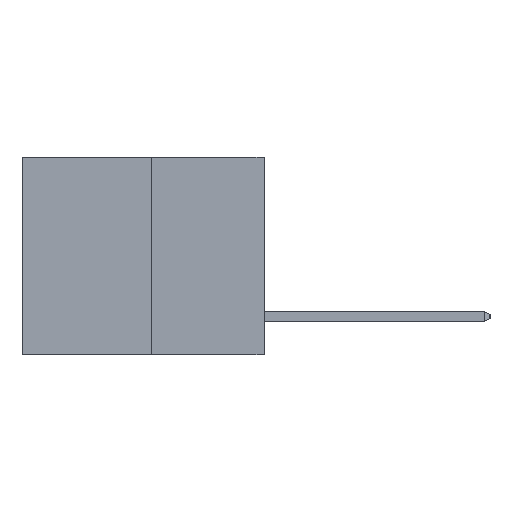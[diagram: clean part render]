
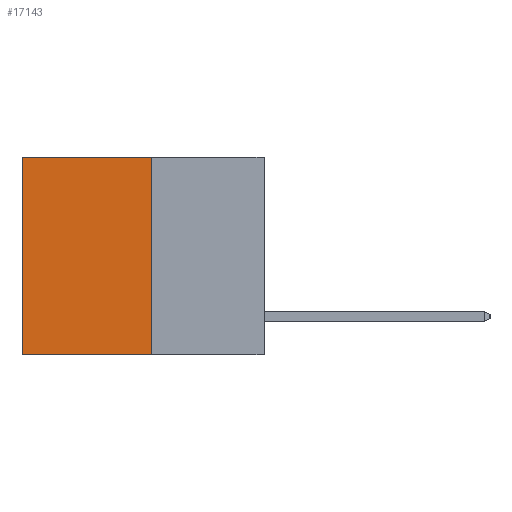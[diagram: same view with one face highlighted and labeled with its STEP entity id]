
A CAD part, left-side view. The second image highlights one B-rep face of the part: STEP entity #17143.
In plain terms, the highlighted planar face has unit normal (-1, 0, 0).
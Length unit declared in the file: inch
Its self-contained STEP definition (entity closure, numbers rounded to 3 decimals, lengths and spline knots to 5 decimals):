
#713 = DIRECTION ( 'NONE',  ( 0., 0., -1. ) ) ;
#1126 = CARTESIAN_POINT ( 'NONE',  ( 0.3165, 0.28, -0.49 ) ) ;
#1617 = EDGE_CURVE ( 'NONE', #15945, #11274, #15265, .T. ) ;
#1681 = LINE ( 'NONE', #21793, #2468 ) ;
#2119 = ORIENTED_EDGE ( 'NONE', *, *, #15110, .T. ) ;
#2468 = VECTOR ( 'NONE', #3129, 39.37008 ) ;
#3129 = DIRECTION ( 'NONE',  ( 0., 1., 0. ) ) ;
#3678 = CARTESIAN_POINT ( 'NONE',  ( 0.3165, 0.6, -0.49 ) ) ;
#4325 = LINE ( 'NONE', #12896, #21758 ) ;
#4457 = VECTOR ( 'NONE', #14341, 39.37008 ) ;
#6129 = AXIS2_PLACEMENT_3D ( 'NONE', #21158, #10789, #713 ) ;
#7389 = VERTEX_POINT ( 'NONE', #1126 ) ;
#7770 = CARTESIAN_POINT ( 'NONE',  ( 0.3165, 0.6, -0.49 ) ) ;
#8015 = DIRECTION ( 'NONE',  ( 0., 1., 0. ) ) ;
#9761 = CARTESIAN_POINT ( 'NONE',  ( 0.3165, 0.6, 0. ) ) ;
#10021 = CARTESIAN_POINT ( 'NONE',  ( 0.3165, 0.28, -0.49 ) ) ;
#10789 = DIRECTION ( 'NONE',  ( 1., 0., 0. ) ) ;
#10962 = ORIENTED_EDGE ( 'NONE', *, *, #13128, .F. ) ;
#11085 = VECTOR ( 'NONE', #13456, 39.37008 ) ;
#11274 = VERTEX_POINT ( 'NONE', #3678 ) ;
#12096 = VERTEX_POINT ( 'NONE', #21390 ) ;
#12896 = CARTESIAN_POINT ( 'NONE',  ( 0.3165, 0.28, 0. ) ) ;
#13128 = EDGE_CURVE ( 'NONE', #12096, #7389, #13735, .T. ) ;
#13456 = DIRECTION ( 'NONE',  ( 0., 0., -1. ) ) ;
#13607 = ORIENTED_EDGE ( 'NONE', *, *, #19654, .F. ) ;
#13735 = LINE ( 'NONE', #10021, #11085 ) ;
#14341 = DIRECTION ( 'NONE',  ( 0., 0., -1. ) ) ;
#15110 = EDGE_CURVE ( 'NONE', #12096, #15945, #4325, .T. ) ;
#15265 = LINE ( 'NONE', #7770, #4457 ) ;
#15945 = VERTEX_POINT ( 'NONE', #9761 ) ;
#17143 = ADVANCED_FACE ( 'NONE', ( #20674 ), #20949, .F. ) ;
#18573 = ORIENTED_EDGE ( 'NONE', *, *, #1617, .T. ) ;
#19654 = EDGE_CURVE ( 'NONE', #7389, #11274, #1681, .T. ) ;
#20674 = FACE_OUTER_BOUND ( 'NONE', #21718, .T. ) ;
#20949 = PLANE ( 'NONE',  #6129 ) ;
#21158 = CARTESIAN_POINT ( 'NONE',  ( 0.3165, 0.28, -0.49 ) ) ;
#21390 = CARTESIAN_POINT ( 'NONE',  ( 0.3165, 0.28, 0. ) ) ;
#21718 = EDGE_LOOP ( 'NONE', ( #18573, #13607, #10962, #2119 ) ) ;
#21758 = VECTOR ( 'NONE', #8015, 39.37008 ) ;
#21793 = CARTESIAN_POINT ( 'NONE',  ( 0.3165, 0.28, -0.49 ) ) ;
